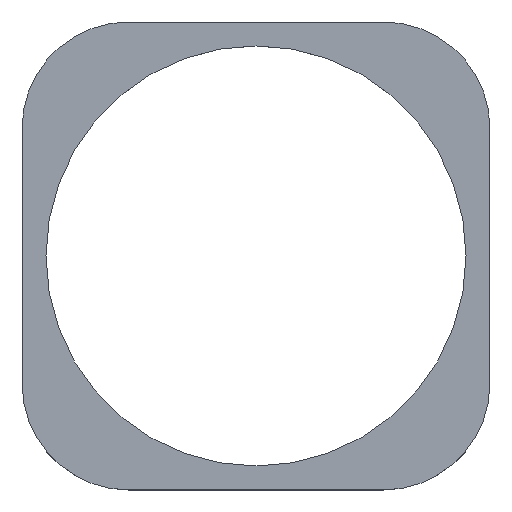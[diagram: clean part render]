
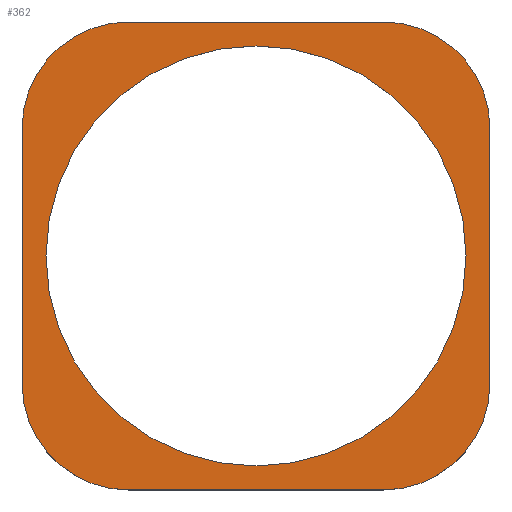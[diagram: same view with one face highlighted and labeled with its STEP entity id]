
A CAD part, top view. The second image highlights one B-rep face of the part: STEP entity #362.
In plain terms, the highlighted planar face has unit normal (0, 0, 1).
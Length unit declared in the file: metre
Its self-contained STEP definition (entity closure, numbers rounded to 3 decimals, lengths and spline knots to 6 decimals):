
#12=CIRCLE('',#396,0.01975);
#14=CIRCLE('',#402,0.01);
#15=CIRCLE('',#403,0.01);
#16=CIRCLE('',#404,0.01);
#17=CIRCLE('',#405,0.01);
#65=ORIENTED_EDGE('',*,*,#145,.F.);
#66=ORIENTED_EDGE('',*,*,#139,.F.);
#67=ORIENTED_EDGE('',*,*,#159,.T.);
#68=ORIENTED_EDGE('',*,*,#147,.F.);
#69=ORIENTED_EDGE('',*,*,#160,.T.);
#70=ORIENTED_EDGE('',*,*,#151,.T.);
#71=ORIENTED_EDGE('',*,*,#161,.T.);
#72=ORIENTED_EDGE('',*,*,#155,.T.);
#73=ORIENTED_EDGE('',*,*,#162,.T.);
#139=EDGE_CURVE('',#186,#187,#221,.T.);
#145=EDGE_CURVE('',#192,#192,#12,.T.);
#147=EDGE_CURVE('',#194,#195,#227,.T.);
#151=EDGE_CURVE('',#198,#199,#231,.T.);
#155=EDGE_CURVE('',#202,#203,#235,.T.);
#159=EDGE_CURVE('',#186,#195,#14,.T.);
#160=EDGE_CURVE('',#194,#198,#15,.T.);
#161=EDGE_CURVE('',#199,#202,#16,.T.);
#162=EDGE_CURVE('',#203,#187,#17,.T.);
#186=VERTEX_POINT('',#563);
#187=VERTEX_POINT('',#565);
#192=VERTEX_POINT('',#577);
#194=VERTEX_POINT('',#582);
#195=VERTEX_POINT('',#583);
#198=VERTEX_POINT('',#591);
#199=VERTEX_POINT('',#592);
#202=VERTEX_POINT('',#600);
#203=VERTEX_POINT('',#601);
#221=LINE('',#564,#247);
#227=LINE('',#581,#253);
#231=LINE('',#590,#257);
#235=LINE('',#599,#261);
#247=VECTOR('',#445,1.);
#253=VECTOR('',#459,1.);
#257=VECTOR('',#465,1.);
#261=VECTOR('',#471,1.);
#277=EDGE_LOOP('',(#65));
#278=EDGE_LOOP('',(#66,#67,#68,#69,#70,#71,#72,#73));
#313=FACE_BOUND('',#277,.T.);
#314=FACE_BOUND('',#278,.T.);
#347=PLANE('',#401);
#362=ADVANCED_FACE('',(#313,#314),#347,.T.);
#396=AXIS2_PLACEMENT_3D('',#576,#453,#454);
#401=AXIS2_PLACEMENT_3D('',#607,#475,#476);
#402=AXIS2_PLACEMENT_3D('',#608,#477,#478);
#403=AXIS2_PLACEMENT_3D('',#609,#479,#480);
#404=AXIS2_PLACEMENT_3D('',#610,#481,#482);
#405=AXIS2_PLACEMENT_3D('',#611,#483,#484);
#445=DIRECTION('',(0.,1.,0.));
#453=DIRECTION('',(0.,0.,1.));
#454=DIRECTION('',(1.,0.,0.));
#459=DIRECTION('',(-1.,0.,0.));
#465=DIRECTION('',(0.,1.,0.));
#471=DIRECTION('',(-1.,0.,0.));
#475=DIRECTION('',(0.,0.,1.));
#476=DIRECTION('',(1.,0.,0.));
#477=DIRECTION('',(0.,0.,1.));
#478=DIRECTION('',(1.,0.,0.));
#479=DIRECTION('',(0.,0.,1.));
#480=DIRECTION('',(1.,0.,0.));
#481=DIRECTION('',(0.,0.,1.));
#482=DIRECTION('',(1.,0.,0.));
#483=DIRECTION('',(0.,0.,1.));
#484=DIRECTION('',(1.,0.,0.));
#563=CARTESIAN_POINT('',(-0.022,-0.012,0.0047));
#564=CARTESIAN_POINT('',(-0.022,0.,0.0047));
#565=CARTESIAN_POINT('',(-0.022,0.012,0.0047));
#576=CARTESIAN_POINT('',(0.,0.,0.0047));
#577=CARTESIAN_POINT('',(0.01975,0.,0.0047));
#581=CARTESIAN_POINT('',(0.,-0.022,0.0047));
#582=CARTESIAN_POINT('',(0.012,-0.022,0.0047));
#583=CARTESIAN_POINT('',(-0.012,-0.022,0.0047));
#590=CARTESIAN_POINT('',(0.022,0.,0.0047));
#591=CARTESIAN_POINT('',(0.022,-0.012,0.0047));
#592=CARTESIAN_POINT('',(0.022,0.012,0.0047));
#599=CARTESIAN_POINT('',(0.,0.022,0.0047));
#600=CARTESIAN_POINT('',(0.012,0.022,0.0047));
#601=CARTESIAN_POINT('',(-0.012,0.022,0.0047));
#607=CARTESIAN_POINT('',(0.,0.,0.0047));
#608=CARTESIAN_POINT('',(-0.012,-0.012,0.0047));
#609=CARTESIAN_POINT('',(0.012,-0.012,0.0047));
#610=CARTESIAN_POINT('',(0.012,0.012,0.0047));
#611=CARTESIAN_POINT('',(-0.012,0.012,0.0047));
